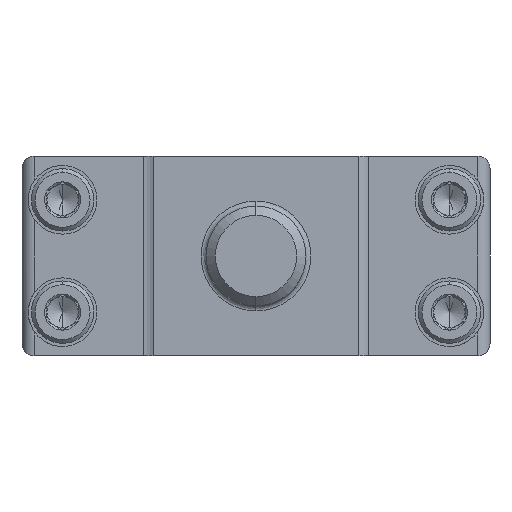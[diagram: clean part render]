
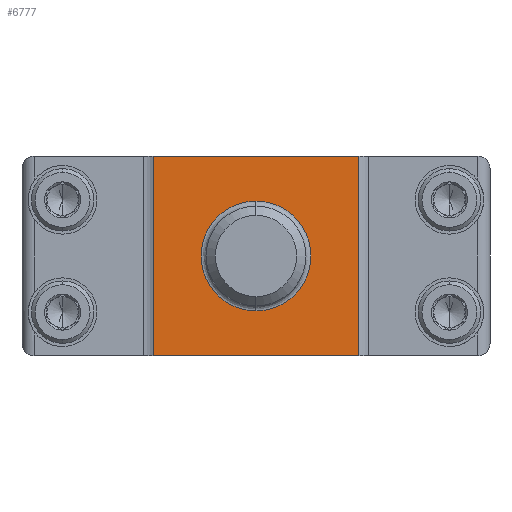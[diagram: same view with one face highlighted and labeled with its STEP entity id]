
A CAD part, left-side view. The second image highlights one B-rep face of the part: STEP entity #6777.
In plain terms, the highlighted planar face has unit normal (-1, 0, 0).
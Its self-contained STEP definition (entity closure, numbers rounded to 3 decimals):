
#351 = DIRECTION ( 'NONE',  ( 1., 0., 0. ) ) ;
#861 = LINE ( 'NONE', #5141, #4256 ) ;
#1057 = CARTESIAN_POINT ( 'NONE',  ( -31.5, 0., 8.8 ) ) ;
#1232 = VECTOR ( 'NONE', #2951, 1000. ) ;
#1613 = LINE ( 'NONE', #9294, #1232 ) ;
#1863 = VERTEX_POINT ( 'NONE', #13995 ) ;
#2328 = CARTESIAN_POINT ( 'NONE',  ( -31.5, 17.6, -8.8 ) ) ;
#2390 = EDGE_LOOP ( 'NONE', ( #14656, #9682, #14379, #6921 ) ) ;
#2907 = ORIENTED_EDGE ( 'NONE', *, *, #15977, .F. ) ;
#2951 = DIRECTION ( 'NONE',  ( 0., 0., -1. ) ) ;
#3066 = CARTESIAN_POINT ( 'NONE',  ( -31.5, -16.503, -16. ) ) ;
#3178 = LINE ( 'NONE', #8740, #13321 ) ;
#3774 = FACE_OUTER_BOUND ( 'NONE', #2390, .T. ) ;
#4256 = VECTOR ( 'NONE', #12767, 1000. ) ;
#5101 = EDGE_LOOP ( 'NONE', ( #13339, #2907 ) ) ;
#5141 = CARTESIAN_POINT ( 'NONE',  ( -31.5, -35.5, 16. ) ) ;
#5246 = DIRECTION ( 'NONE',  ( 0., 1., 0. ) ) ;
#5668 = AXIS2_PLACEMENT_3D ( 'NONE', #15551, #351, #9235 ) ;
#6164 = EDGE_CURVE ( 'NONE', #14888, #16365, #861, .T. ) ;
#6458 = CARTESIAN_POINT ( 'NONE',  ( -31.5, -35.5, -16. ) ) ;
#6569 = EDGE_CURVE ( 'NONE', #7023, #14888, #3178, .T. ) ;
#6669 = PLANE ( 'NONE',  #5668 ) ;
#6742 = FACE_BOUND ( 'NONE', #5101, .T. ) ;
#6777 = ADVANCED_FACE ( 'NONE', ( #3774, #6742 ), #6669, .F. ) ;
#6921 = ORIENTED_EDGE ( 'NONE', *, *, #10163, .F. ) ;
#7023 = VERTEX_POINT ( 'NONE', #10988 ) ;
#7335 =( BOUNDED_CURVE ( )  B_SPLINE_CURVE ( 3, ( #13867, #12582, #15133, #7513 ),
 .UNSPECIFIED., .F., .F. ) 
 B_SPLINE_CURVE_WITH_KNOTS ( ( 4, 4 ),
 ( 0.5, 1. ),
 .UNSPECIFIED. ) 
 CURVE ( )  GEOMETRIC_REPRESENTATION_ITEM ( )  RATIONAL_B_SPLINE_CURVE ( ( 1., 0.333, 0.333, 1. ) ) 
 REPRESENTATION_ITEM ( '' )  );
#7513 = CARTESIAN_POINT ( 'NONE',  ( -31.5, 0., 8.8 ) ) ;
#7570 = VERTEX_POINT ( 'NONE', #8398 ) ;
#8172 = VECTOR ( 'NONE', #5246, 1000. ) ;
#8398 = CARTESIAN_POINT ( 'NONE',  ( -31.5, 0., -8.8 ) ) ;
#8461 = CARTESIAN_POINT ( 'NONE',  ( -31.5, -16.503, 16. ) ) ;
#8561 = LINE ( 'NONE', #6458, #8172 ) ;
#8740 = CARTESIAN_POINT ( 'NONE',  ( -31.5, 16.503, -14. ) ) ;
#9107 = VERTEX_POINT ( 'NONE', #3066 ) ;
#9235 = DIRECTION ( 'NONE',  ( 0., 0., 1. ) ) ;
#9294 = CARTESIAN_POINT ( 'NONE',  ( -31.5, -16.503, -14. ) ) ;
#9682 = ORIENTED_EDGE ( 'NONE', *, *, #6569, .F. ) ;
#10163 = EDGE_CURVE ( 'NONE', #16365, #9107, #1613, .T. ) ;
#10988 = CARTESIAN_POINT ( 'NONE',  ( -31.5, 16.503, -16. ) ) ;
#11168 = CARTESIAN_POINT ( 'NONE',  ( -31.5, 17.6, 8.8 ) ) ;
#11228 = CARTESIAN_POINT ( 'NONE',  ( -31.5, 0., -8.8 ) ) ;
#12147 = EDGE_CURVE ( 'NONE', #9107, #7023, #8561, .T. ) ;
#12582 = CARTESIAN_POINT ( 'NONE',  ( -31.5, -17.6, -8.8 ) ) ;
#12745 = EDGE_CURVE ( 'NONE', #1863, #7570, #16190, .T. ) ;
#12767 = DIRECTION ( 'NONE',  ( 0., -1., 0. ) ) ;
#13321 = VECTOR ( 'NONE', #15128, 1000. ) ;
#13339 = ORIENTED_EDGE ( 'NONE', *, *, #12745, .F. ) ;
#13867 = CARTESIAN_POINT ( 'NONE',  ( -31.5, 0., -8.8 ) ) ;
#13995 = CARTESIAN_POINT ( 'NONE',  ( -31.5, 0., 8.8 ) ) ;
#14379 = ORIENTED_EDGE ( 'NONE', *, *, #12147, .F. ) ;
#14656 = ORIENTED_EDGE ( 'NONE', *, *, #6164, .F. ) ;
#14880 = CARTESIAN_POINT ( 'NONE',  ( -31.5, 16.503, 16. ) ) ;
#14888 = VERTEX_POINT ( 'NONE', #14880 ) ;
#15128 = DIRECTION ( 'NONE',  ( 0., 0., 1. ) ) ;
#15133 = CARTESIAN_POINT ( 'NONE',  ( -31.5, -17.6, 8.8 ) ) ;
#15551 = CARTESIAN_POINT ( 'NONE',  ( -31.5, -35.5, -14. ) ) ;
#15977 = EDGE_CURVE ( 'NONE', #7570, #1863, #7335, .T. ) ;
#16190 =( BOUNDED_CURVE ( )  B_SPLINE_CURVE ( 3, ( #1057, #11168, #2328, #11228 ),
 .UNSPECIFIED., .F., .F. ) 
 B_SPLINE_CURVE_WITH_KNOTS ( ( 4, 4 ),
 ( 0., 0.5 ),
 .UNSPECIFIED. ) 
 CURVE ( )  GEOMETRIC_REPRESENTATION_ITEM ( )  RATIONAL_B_SPLINE_CURVE ( ( 1., 0.333, 0.333, 1. ) ) 
 REPRESENTATION_ITEM ( '' )  );
#16365 = VERTEX_POINT ( 'NONE', #8461 ) ;
